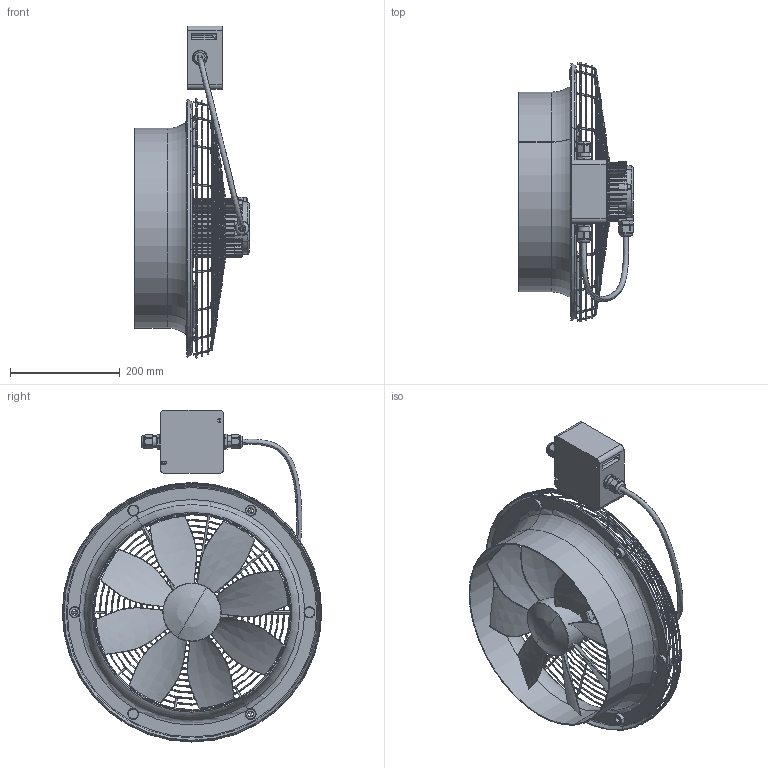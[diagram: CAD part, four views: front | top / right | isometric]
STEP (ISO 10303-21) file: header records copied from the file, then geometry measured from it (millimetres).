
FILE_DESCRIPTION(('Creo Elements/Direct Modeling STEP Export'),'2;1');
FILE_NAME('0094.0209_DZS_35_4_B_Ex_t.stp','2022-11-29T14:27:40',(''),(''),'PTC Creo Elements/Direct Modeling STEP processor for AP214 (Solid Model)','PTC Creo Elements/Direct Modeling 19.0C 15-Aug-2015 (C) Parametric Technology GmbH','');
FILE_SCHEMA(('AUTOMOTIVE_DESIGN { 1 0 10303 214 1 1 1 1 }'));
Length unit declared in the file: millimetre
Products named in the file (4): Kabel; Klemmkasten; 0094.0209_DZS_35_4_B_Ex_t
Assembly tree (3 placements, depth 2):
  0094.0209_DZS_35_4_B_Ex_t
    0094.0209_DZS_35_4_B_Ex_t
    Klemmkasten
    Kabel
Bounding box: 209.54 x 472.8 x 604.94 mm (x, y, z)
Volume: 2994322.6 mm3; surface area: 912946.2 mm2
Topology: 3 solids, 4 shells, 1477 faces, 4157 edges, 2762 vertices
Faces by surface type: plane 614, cylinder 279, bspline 254, torus 188, extrusion 72, cone 66, sphere 4
Entity records: 165115 total; most frequent: CARTESIAN_POINT 130964, ORIENTED_EDGE 8310, DIRECTION 4725, EDGE_CURVE 4155, VERTEX_POINT 2762, EDGE_LOOP 2040, AXIS2_PLACEMENT_3D 1732, B_SPLINE_CURVE_WITH_KNOTS 1476
